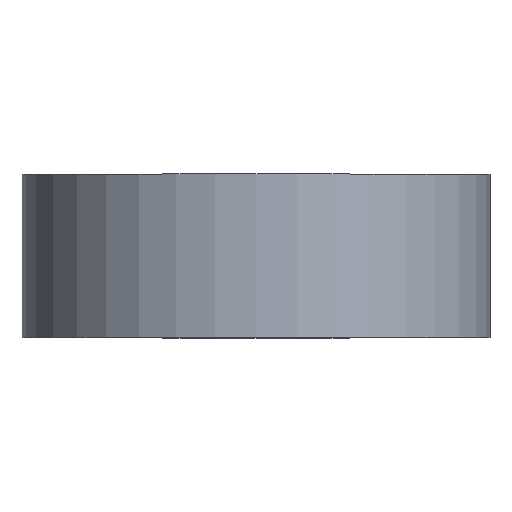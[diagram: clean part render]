
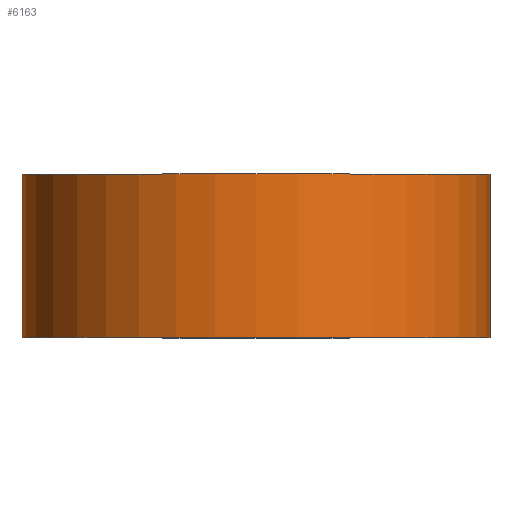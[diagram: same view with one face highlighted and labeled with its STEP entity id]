
A CAD part, top view. The second image highlights one B-rep face of the part: STEP entity #6163.
In plain terms, the highlighted cylindrical face has radius 21.5 mm (diameter 43 mm), a full revolution.
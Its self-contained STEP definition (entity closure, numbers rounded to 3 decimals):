
#18=CYLINDRICAL_SURFACE('',#6327,21.5);
#19=CIRCLE('',#6250,21.5);
#26=CIRCLE('',#6328,21.5);
#524=FACE_OUTER_BOUND('',#884,.T.);
#884=EDGE_LOOP('',(#5631,#5632,#5633,#5634));
#1410=LINE('',#12216,#1933);
#1933=VECTOR('',#7153,21.5);
#2724=VERTEX_POINT('',#10923);
#2917=VERTEX_POINT('',#12214);
#3536=EDGE_CURVE('',#2724,#2724,#19,.T.);
#3825=EDGE_CURVE('',#2917,#2917,#26,.T.);
#3826=EDGE_CURVE('',#2917,#2724,#1410,.T.);
#5631=ORIENTED_EDGE('',*,*,#3825,.F.);
#5632=ORIENTED_EDGE('',*,*,#3826,.T.);
#5633=ORIENTED_EDGE('',*,*,#3536,.T.);
#5634=ORIENTED_EDGE('',*,*,#3826,.F.);
#6163=ADVANCED_FACE('',(#524),#18,.T.);
#6250=AXIS2_PLACEMENT_3D('',#10924,#6795,#6796);
#6327=AXIS2_PLACEMENT_3D('',#12213,#7149,#7150);
#6328=AXIS2_PLACEMENT_3D('',#12215,#7151,#7152);
#6795=DIRECTION('center_axis',(0.,1.,0.));
#6796=DIRECTION('ref_axis',(1.,0.,0.));
#7149=DIRECTION('center_axis',(0.,1.,0.));
#7150=DIRECTION('ref_axis',(1.,0.,0.));
#7151=DIRECTION('center_axis',(0.,1.,0.));
#7152=DIRECTION('ref_axis',(1.,0.,0.));
#7153=DIRECTION('',(0.,-1.,0.));
#10923=CARTESIAN_POINT('',(-21.5,0.,0.));
#10924=CARTESIAN_POINT('Origin',(0.,0.,0.));
#12213=CARTESIAN_POINT('Origin',(0.,0.,0.));
#12214=CARTESIAN_POINT('',(-21.5,15.,0.));
#12215=CARTESIAN_POINT('Origin',(0.,15.,0.));
#12216=CARTESIAN_POINT('',(-21.5,0.,0.));
